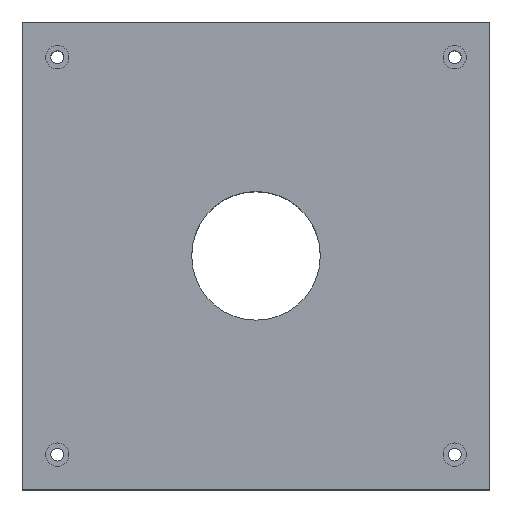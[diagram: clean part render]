
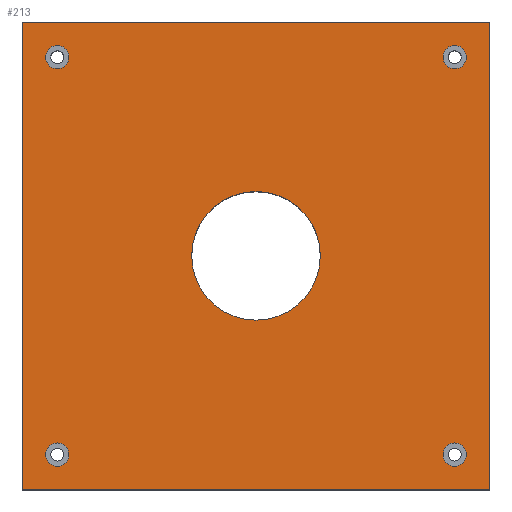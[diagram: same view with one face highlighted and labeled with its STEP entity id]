
A CAD part, top view. The second image highlights one B-rep face of the part: STEP entity #213.
In plain terms, the highlighted planar face has unit normal (0, 0, 1).
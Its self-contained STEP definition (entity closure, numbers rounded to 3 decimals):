
#24 = VERTEX_POINT('',#25);
#25 = CARTESIAN_POINT('',(-40.,-40.,15.));
#32 = PLANE('',#33);
#33 = AXIS2_PLACEMENT_3D('',#34,#35,#36);
#34 = CARTESIAN_POINT('',(-40.,-40.,-15.));
#35 = DIRECTION('',(1.,0.,0.));
#36 = DIRECTION('',(0.,0.,1.));
#44 = PLANE('',#45);
#45 = AXIS2_PLACEMENT_3D('',#46,#47,#48);
#46 = CARTESIAN_POINT('',(-40.,-40.,-15.));
#47 = DIRECTION('',(0.,1.,0.));
#48 = DIRECTION('',(0.,0.,1.));
#85 = VERTEX_POINT('',#86);
#86 = CARTESIAN_POINT('',(-40.,40.,15.));
#100 = PLANE('',#101);
#101 = AXIS2_PLACEMENT_3D('',#102,#103,#104);
#102 = CARTESIAN_POINT('',(-40.,40.,-15.));
#103 = DIRECTION('',(0.,1.,0.));
#104 = DIRECTION('',(0.,0.,1.));
#112 = EDGE_CURVE('',#24,#85,#113,.T.);
#113 = SURFACE_CURVE('',#114,(#118,#125),.PCURVE_S1.);
#114 = LINE('',#115,#116);
#115 = CARTESIAN_POINT('',(-40.,-40.,15.));
#116 = VECTOR('',#117,1.);
#117 = DIRECTION('',(0.,1.,0.));
#118 = PCURVE('',#32,#119);
#119 = DEFINITIONAL_REPRESENTATION('',(#120),#124);
#120 = LINE('',#121,#122);
#121 = CARTESIAN_POINT('',(30.,0.));
#122 = VECTOR('',#123,1.);
#123 = DIRECTION('',(0.,-1.));
#124 = ( GEOMETRIC_REPRESENTATION_CONTEXT(2) 
PARAMETRIC_REPRESENTATION_CONTEXT() REPRESENTATION_CONTEXT('2D SPACE',''
  ) );
#125 = PCURVE('',#126,#131);
#126 = PLANE('',#127);
#127 = AXIS2_PLACEMENT_3D('',#128,#129,#130);
#128 = CARTESIAN_POINT('',(-40.,-40.,15.));
#129 = DIRECTION('',(0.,0.,1.));
#130 = DIRECTION('',(1.,0.,0.));
#131 = DEFINITIONAL_REPRESENTATION('',(#132),#136);
#132 = LINE('',#133,#134);
#133 = CARTESIAN_POINT('',(0.,0.));
#134 = VECTOR('',#135,1.);
#135 = DIRECTION('',(0.,1.));
#136 = ( GEOMETRIC_REPRESENTATION_CONTEXT(2) 
PARAMETRIC_REPRESENTATION_CONTEXT() REPRESENTATION_CONTEXT('2D SPACE',''
  ) );
#165 = EDGE_CURVE('',#24,#166,#168,.T.);
#166 = VERTEX_POINT('',#167);
#167 = CARTESIAN_POINT('',(40.,-40.,15.));
#168 = SURFACE_CURVE('',#169,(#173,#180),.PCURVE_S1.);
#169 = LINE('',#170,#171);
#170 = CARTESIAN_POINT('',(-40.,-40.,15.));
#171 = VECTOR('',#172,1.);
#172 = DIRECTION('',(1.,0.,0.));
#173 = PCURVE('',#44,#174);
#174 = DEFINITIONAL_REPRESENTATION('',(#175),#179);
#175 = LINE('',#176,#177);
#176 = CARTESIAN_POINT('',(30.,0.));
#177 = VECTOR('',#178,1.);
#178 = DIRECTION('',(0.,1.));
#179 = ( GEOMETRIC_REPRESENTATION_CONTEXT(2) 
PARAMETRIC_REPRESENTATION_CONTEXT() REPRESENTATION_CONTEXT('2D SPACE',''
  ) );
#180 = PCURVE('',#126,#181);
#181 = DEFINITIONAL_REPRESENTATION('',(#182),#186);
#182 = LINE('',#183,#184);
#183 = CARTESIAN_POINT('',(0.,0.));
#184 = VECTOR('',#185,1.);
#185 = DIRECTION('',(1.,0.));
#186 = ( GEOMETRIC_REPRESENTATION_CONTEXT(2) 
PARAMETRIC_REPRESENTATION_CONTEXT() REPRESENTATION_CONTEXT('2D SPACE',''
  ) );
#202 = PLANE('',#203);
#203 = AXIS2_PLACEMENT_3D('',#204,#205,#206);
#204 = CARTESIAN_POINT('',(40.,-40.,-15.));
#205 = DIRECTION('',(1.,0.,0.));
#206 = DIRECTION('',(0.,0.,1.));
#213 = ADVANCED_FACE('',(#214,#262,#293,#324,#355,#386),#126,.T.);
#214 = FACE_BOUND('',#215,.T.);
#215 = EDGE_LOOP('',(#216,#217,#218,#241));
#216 = ORIENTED_EDGE('',*,*,#112,.F.);
#217 = ORIENTED_EDGE('',*,*,#165,.T.);
#218 = ORIENTED_EDGE('',*,*,#219,.T.);
#219 = EDGE_CURVE('',#166,#220,#222,.T.);
#220 = VERTEX_POINT('',#221);
#221 = CARTESIAN_POINT('',(40.,40.,15.));
#222 = SURFACE_CURVE('',#223,(#227,#234),.PCURVE_S1.);
#223 = LINE('',#224,#225);
#224 = CARTESIAN_POINT('',(40.,-40.,15.));
#225 = VECTOR('',#226,1.);
#226 = DIRECTION('',(0.,1.,0.));
#227 = PCURVE('',#126,#228);
#228 = DEFINITIONAL_REPRESENTATION('',(#229),#233);
#229 = LINE('',#230,#231);
#230 = CARTESIAN_POINT('',(80.,0.));
#231 = VECTOR('',#232,1.);
#232 = DIRECTION('',(0.,1.));
#233 = ( GEOMETRIC_REPRESENTATION_CONTEXT(2) 
PARAMETRIC_REPRESENTATION_CONTEXT() REPRESENTATION_CONTEXT('2D SPACE',''
  ) );
#234 = PCURVE('',#202,#235);
#235 = DEFINITIONAL_REPRESENTATION('',(#236),#240);
#236 = LINE('',#237,#238);
#237 = CARTESIAN_POINT('',(30.,0.));
#238 = VECTOR('',#239,1.);
#239 = DIRECTION('',(0.,-1.));
#240 = ( GEOMETRIC_REPRESENTATION_CONTEXT(2) 
PARAMETRIC_REPRESENTATION_CONTEXT() REPRESENTATION_CONTEXT('2D SPACE',''
  ) );
#241 = ORIENTED_EDGE('',*,*,#242,.F.);
#242 = EDGE_CURVE('',#85,#220,#243,.T.);
#243 = SURFACE_CURVE('',#244,(#248,#255),.PCURVE_S1.);
#244 = LINE('',#245,#246);
#245 = CARTESIAN_POINT('',(-40.,40.,15.));
#246 = VECTOR('',#247,1.);
#247 = DIRECTION('',(1.,0.,0.));
#248 = PCURVE('',#126,#249);
#249 = DEFINITIONAL_REPRESENTATION('',(#250),#254);
#250 = LINE('',#251,#252);
#251 = CARTESIAN_POINT('',(0.,80.));
#252 = VECTOR('',#253,1.);
#253 = DIRECTION('',(1.,0.));
#254 = ( GEOMETRIC_REPRESENTATION_CONTEXT(2) 
PARAMETRIC_REPRESENTATION_CONTEXT() REPRESENTATION_CONTEXT('2D SPACE',''
  ) );
#255 = PCURVE('',#100,#256);
#256 = DEFINITIONAL_REPRESENTATION('',(#257),#261);
#257 = LINE('',#258,#259);
#258 = CARTESIAN_POINT('',(30.,0.));
#259 = VECTOR('',#260,1.);
#260 = DIRECTION('',(0.,1.));
#261 = ( GEOMETRIC_REPRESENTATION_CONTEXT(2) 
PARAMETRIC_REPRESENTATION_CONTEXT() REPRESENTATION_CONTEXT('2D SPACE',''
  ) );
#262 = FACE_BOUND('',#263,.T.);
#263 = EDGE_LOOP('',(#264));
#264 = ORIENTED_EDGE('',*,*,#265,.F.);
#265 = EDGE_CURVE('',#266,#266,#268,.T.);
#266 = VERTEX_POINT('',#267);
#267 = CARTESIAN_POINT('',(-32.,-34.,15.));
#268 = SURFACE_CURVE('',#269,(#274,#281),.PCURVE_S1.);
#269 = CIRCLE('',#270,2.);
#270 = AXIS2_PLACEMENT_3D('',#271,#272,#273);
#271 = CARTESIAN_POINT('',(-34.,-34.,15.));
#272 = DIRECTION('',(0.,0.,1.));
#273 = DIRECTION('',(1.,0.,0.));
#274 = PCURVE('',#126,#275);
#275 = DEFINITIONAL_REPRESENTATION('',(#276),#280);
#276 = CIRCLE('',#277,2.);
#277 = AXIS2_PLACEMENT_2D('',#278,#279);
#278 = CARTESIAN_POINT('',(6.,6.));
#279 = DIRECTION('',(1.,0.));
#280 = ( GEOMETRIC_REPRESENTATION_CONTEXT(2) 
PARAMETRIC_REPRESENTATION_CONTEXT() REPRESENTATION_CONTEXT('2D SPACE',''
  ) );
#281 = PCURVE('',#282,#287);
#282 = CYLINDRICAL_SURFACE('',#283,2.);
#283 = AXIS2_PLACEMENT_3D('',#284,#285,#286);
#284 = CARTESIAN_POINT('',(-34.,-34.,15.));
#285 = DIRECTION('',(0.,0.,1.));
#286 = DIRECTION('',(1.,0.,0.));
#287 = DEFINITIONAL_REPRESENTATION('',(#288),#292);
#288 = LINE('',#289,#290);
#289 = CARTESIAN_POINT('',(0.,0.));
#290 = VECTOR('',#291,1.);
#291 = DIRECTION('',(1.,0.));
#292 = ( GEOMETRIC_REPRESENTATION_CONTEXT(2) 
PARAMETRIC_REPRESENTATION_CONTEXT() REPRESENTATION_CONTEXT('2D SPACE',''
  ) );
#293 = FACE_BOUND('',#294,.T.);
#294 = EDGE_LOOP('',(#295));
#295 = ORIENTED_EDGE('',*,*,#296,.F.);
#296 = EDGE_CURVE('',#297,#297,#299,.T.);
#297 = VERTEX_POINT('',#298);
#298 = CARTESIAN_POINT('',(36.,-34.,15.));
#299 = SURFACE_CURVE('',#300,(#305,#312),.PCURVE_S1.);
#300 = CIRCLE('',#301,2.);
#301 = AXIS2_PLACEMENT_3D('',#302,#303,#304);
#302 = CARTESIAN_POINT('',(34.,-34.,15.));
#303 = DIRECTION('',(0.,0.,1.));
#304 = DIRECTION('',(1.,0.,0.));
#305 = PCURVE('',#126,#306);
#306 = DEFINITIONAL_REPRESENTATION('',(#307),#311);
#307 = CIRCLE('',#308,2.);
#308 = AXIS2_PLACEMENT_2D('',#309,#310);
#309 = CARTESIAN_POINT('',(74.,6.));
#310 = DIRECTION('',(1.,0.));
#311 = ( GEOMETRIC_REPRESENTATION_CONTEXT(2) 
PARAMETRIC_REPRESENTATION_CONTEXT() REPRESENTATION_CONTEXT('2D SPACE',''
  ) );
#312 = PCURVE('',#313,#318);
#313 = CYLINDRICAL_SURFACE('',#314,2.);
#314 = AXIS2_PLACEMENT_3D('',#315,#316,#317);
#315 = CARTESIAN_POINT('',(34.,-34.,15.));
#316 = DIRECTION('',(0.,0.,1.));
#317 = DIRECTION('',(1.,0.,0.));
#318 = DEFINITIONAL_REPRESENTATION('',(#319),#323);
#319 = LINE('',#320,#321);
#320 = CARTESIAN_POINT('',(0.,0.));
#321 = VECTOR('',#322,1.);
#322 = DIRECTION('',(1.,0.));
#323 = ( GEOMETRIC_REPRESENTATION_CONTEXT(2) 
PARAMETRIC_REPRESENTATION_CONTEXT() REPRESENTATION_CONTEXT('2D SPACE',''
  ) );
#324 = FACE_BOUND('',#325,.T.);
#325 = EDGE_LOOP('',(#326));
#326 = ORIENTED_EDGE('',*,*,#327,.F.);
#327 = EDGE_CURVE('',#328,#328,#330,.T.);
#328 = VERTEX_POINT('',#329);
#329 = CARTESIAN_POINT('',(-32.,34.,15.));
#330 = SURFACE_CURVE('',#331,(#336,#343),.PCURVE_S1.);
#331 = CIRCLE('',#332,2.);
#332 = AXIS2_PLACEMENT_3D('',#333,#334,#335);
#333 = CARTESIAN_POINT('',(-34.,34.,15.));
#334 = DIRECTION('',(0.,0.,1.));
#335 = DIRECTION('',(1.,0.,0.));
#336 = PCURVE('',#126,#337);
#337 = DEFINITIONAL_REPRESENTATION('',(#338),#342);
#338 = CIRCLE('',#339,2.);
#339 = AXIS2_PLACEMENT_2D('',#340,#341);
#340 = CARTESIAN_POINT('',(6.,74.));
#341 = DIRECTION('',(1.,0.));
#342 = ( GEOMETRIC_REPRESENTATION_CONTEXT(2) 
PARAMETRIC_REPRESENTATION_CONTEXT() REPRESENTATION_CONTEXT('2D SPACE',''
  ) );
#343 = PCURVE('',#344,#349);
#344 = CYLINDRICAL_SURFACE('',#345,2.);
#345 = AXIS2_PLACEMENT_3D('',#346,#347,#348);
#346 = CARTESIAN_POINT('',(-34.,34.,15.));
#347 = DIRECTION('',(0.,0.,1.));
#348 = DIRECTION('',(1.,0.,0.));
#349 = DEFINITIONAL_REPRESENTATION('',(#350),#354);
#350 = LINE('',#351,#352);
#351 = CARTESIAN_POINT('',(0.,0.));
#352 = VECTOR('',#353,1.);
#353 = DIRECTION('',(1.,0.));
#354 = ( GEOMETRIC_REPRESENTATION_CONTEXT(2) 
PARAMETRIC_REPRESENTATION_CONTEXT() REPRESENTATION_CONTEXT('2D SPACE',''
  ) );
#355 = FACE_BOUND('',#356,.T.);
#356 = EDGE_LOOP('',(#357));
#357 = ORIENTED_EDGE('',*,*,#358,.F.);
#358 = EDGE_CURVE('',#359,#359,#361,.T.);
#359 = VERTEX_POINT('',#360);
#360 = CARTESIAN_POINT('',(11.,0.,15.));
#361 = SURFACE_CURVE('',#362,(#367,#374),.PCURVE_S1.);
#362 = CIRCLE('',#363,11.);
#363 = AXIS2_PLACEMENT_3D('',#364,#365,#366);
#364 = CARTESIAN_POINT('',(0.,0.,15.));
#365 = DIRECTION('',(0.,0.,1.));
#366 = DIRECTION('',(1.,0.,0.));
#367 = PCURVE('',#126,#368);
#368 = DEFINITIONAL_REPRESENTATION('',(#369),#373);
#369 = CIRCLE('',#370,11.);
#370 = AXIS2_PLACEMENT_2D('',#371,#372);
#371 = CARTESIAN_POINT('',(40.,40.));
#372 = DIRECTION('',(1.,0.));
#373 = ( GEOMETRIC_REPRESENTATION_CONTEXT(2) 
PARAMETRIC_REPRESENTATION_CONTEXT() REPRESENTATION_CONTEXT('2D SPACE',''
  ) );
#374 = PCURVE('',#375,#380);
#375 = CYLINDRICAL_SURFACE('',#376,11.);
#376 = AXIS2_PLACEMENT_3D('',#377,#378,#379);
#377 = CARTESIAN_POINT('',(0.,0.,15.));
#378 = DIRECTION('',(0.,0.,1.));
#379 = DIRECTION('',(1.,0.,0.));
#380 = DEFINITIONAL_REPRESENTATION('',(#381),#385);
#381 = LINE('',#382,#383);
#382 = CARTESIAN_POINT('',(0.,0.));
#383 = VECTOR('',#384,1.);
#384 = DIRECTION('',(1.,0.));
#385 = ( GEOMETRIC_REPRESENTATION_CONTEXT(2) 
PARAMETRIC_REPRESENTATION_CONTEXT() REPRESENTATION_CONTEXT('2D SPACE',''
  ) );
#386 = FACE_BOUND('',#387,.T.);
#387 = EDGE_LOOP('',(#388));
#388 = ORIENTED_EDGE('',*,*,#389,.F.);
#389 = EDGE_CURVE('',#390,#390,#392,.T.);
#390 = VERTEX_POINT('',#391);
#391 = CARTESIAN_POINT('',(36.,34.,15.));
#392 = SURFACE_CURVE('',#393,(#398,#405),.PCURVE_S1.);
#393 = CIRCLE('',#394,2.);
#394 = AXIS2_PLACEMENT_3D('',#395,#396,#397);
#395 = CARTESIAN_POINT('',(34.,34.,15.));
#396 = DIRECTION('',(0.,0.,1.));
#397 = DIRECTION('',(1.,0.,0.));
#398 = PCURVE('',#126,#399);
#399 = DEFINITIONAL_REPRESENTATION('',(#400),#404);
#400 = CIRCLE('',#401,2.);
#401 = AXIS2_PLACEMENT_2D('',#402,#403);
#402 = CARTESIAN_POINT('',(74.,74.));
#403 = DIRECTION('',(1.,0.));
#404 = ( GEOMETRIC_REPRESENTATION_CONTEXT(2) 
PARAMETRIC_REPRESENTATION_CONTEXT() REPRESENTATION_CONTEXT('2D SPACE',''
  ) );
#405 = PCURVE('',#406,#411);
#406 = CYLINDRICAL_SURFACE('',#407,2.);
#407 = AXIS2_PLACEMENT_3D('',#408,#409,#410);
#408 = CARTESIAN_POINT('',(34.,34.,15.));
#409 = DIRECTION('',(0.,0.,1.));
#410 = DIRECTION('',(1.,0.,0.));
#411 = DEFINITIONAL_REPRESENTATION('',(#412),#416);
#412 = LINE('',#413,#414);
#413 = CARTESIAN_POINT('',(0.,0.));
#414 = VECTOR('',#415,1.);
#415 = DIRECTION('',(1.,0.));
#416 = ( GEOMETRIC_REPRESENTATION_CONTEXT(2) 
PARAMETRIC_REPRESENTATION_CONTEXT() REPRESENTATION_CONTEXT('2D SPACE',''
  ) );
